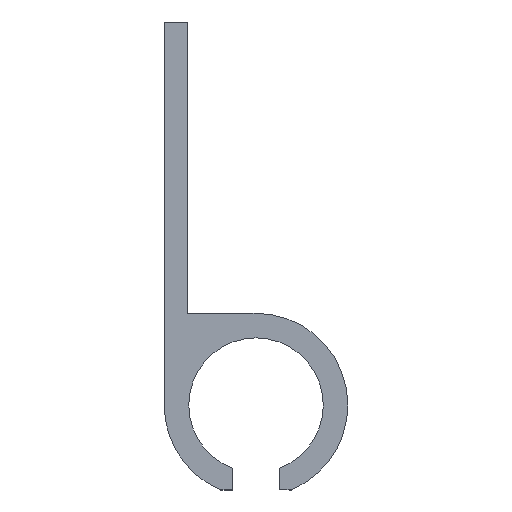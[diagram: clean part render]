
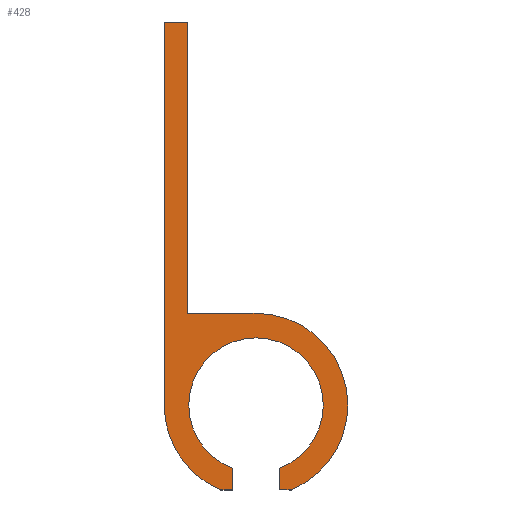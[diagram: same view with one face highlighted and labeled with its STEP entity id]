
A CAD part, top view. The second image highlights one B-rep face of the part: STEP entity #428.
In plain terms, the highlighted planar face has unit normal (0, 0, 1).
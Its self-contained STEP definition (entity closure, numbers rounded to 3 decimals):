
#148=CARTESIAN_POINT('',(2.,0.0,0.5));
#149=VERTEX_POINT('',#148);
#150=CARTESIAN_POINT('',(2.,-24.9,0.5));
#151=VERTEX_POINT('',#150);
#152=CARTESIAN_POINT('',(2.,0.0,0.5));
#153=DIRECTION('',(0.0,-1.0,0.0));
#154=VECTOR('',#153,24.9);
#155=LINE('',#152,#154);
#156=EDGE_CURVE('',#149,#151,#155,.T.);
#179=CARTESIAN_POINT('',(7.85,-24.9,0.5));
#180=VERTEX_POINT('',#179);
#181=CARTESIAN_POINT('',(2.,-24.9,0.5));
#182=DIRECTION('',(1.0,0.0,0.0));
#183=VECTOR('',#182,5.85);
#184=LINE('',#181,#183);
#185=EDGE_CURVE('',#151,#180,#184,.T.);
#203=CARTESIAN_POINT('',(10.86,-40.,0.5));
#204=VERTEX_POINT('',#203);
#205=CARTESIAN_POINT('',(7.85,-32.75,0.5));
#206=DIRECTION('',(0.0,0.0,-1.0));
#207=DIRECTION('',(-0.383,0.924,0.0));
#208=AXIS2_PLACEMENT_3D('',#205,#206,#207);
#209=CIRCLE('',#208,7.85);
#210=EDGE_CURVE('',#180,#204,#209,.T.);
#228=CARTESIAN_POINT('',(9.85,-40.0,0.5));
#229=VERTEX_POINT('',#228);
#230=CARTESIAN_POINT('',(10.86,-40.,0.5));
#231=DIRECTION('',(-1.0,0.0,0.0));
#232=VECTOR('',#231,1.01);
#233=LINE('',#230,#232);
#234=EDGE_CURVE('',#204,#229,#233,.T.);
#252=CARTESIAN_POINT('',(9.85,-38.141,0.5));
#253=VERTEX_POINT('',#252);
#254=CARTESIAN_POINT('',(9.85,-40.0,0.5));
#255=DIRECTION('',(0.0,1.0,0.0));
#256=VECTOR('',#255,1.859);
#257=LINE('',#254,#256);
#258=EDGE_CURVE('',#229,#253,#257,.T.);
#276=CARTESIAN_POINT('',(5.85,-38.141,0.5));
#277=VERTEX_POINT('',#276);
#278=CARTESIAN_POINT('',(7.85,-32.75,0.5));
#279=DIRECTION('',(0.0,0.0,1.));
#280=DIRECTION('',(0.348,-0.938,0.0));
#281=AXIS2_PLACEMENT_3D('',#278,#279,#280);
#282=CIRCLE('',#281,5.75);
#283=EDGE_CURVE('',#253,#277,#282,.T.);
#301=CARTESIAN_POINT('',(5.85,-40.,0.5));
#302=VERTEX_POINT('',#301);
#303=CARTESIAN_POINT('',(5.85,-38.141,0.5));
#304=DIRECTION('',(0.0,-1.0,0.0));
#305=VECTOR('',#304,1.859);
#306=LINE('',#303,#305);
#307=EDGE_CURVE('',#277,#302,#306,.T.);
#325=CARTESIAN_POINT('',(4.84,-40.,0.5));
#326=VERTEX_POINT('',#325);
#327=CARTESIAN_POINT('',(5.85,-40.,0.5));
#328=DIRECTION('',(-1.0,0.0,0.0));
#329=VECTOR('',#328,1.01);
#330=LINE('',#327,#329);
#331=EDGE_CURVE('',#302,#326,#330,.T.);
#349=CARTESIAN_POINT('',(0.0,-32.75,0.5));
#350=VERTEX_POINT('',#349);
#351=CARTESIAN_POINT('',(7.85,-32.75,0.5));
#352=DIRECTION('',(0.0,0.0,-1.0));
#353=DIRECTION('',(1.0,0.0,0.0));
#354=AXIS2_PLACEMENT_3D('',#351,#352,#353);
#355=CIRCLE('',#354,7.85);
#356=EDGE_CURVE('',#326,#350,#355,.T.);
#374=CARTESIAN_POINT('',(0.0,0.0,0.5));
#375=VERTEX_POINT('',#374);
#376=CARTESIAN_POINT('',(0.0,-32.75,0.5));
#377=DIRECTION('',(0.0,1.0,0.0));
#378=VECTOR('',#377,32.75);
#379=LINE('',#376,#378);
#380=EDGE_CURVE('',#350,#375,#379,.T.);
#398=CARTESIAN_POINT('',(0.0,0.0,0.5));
#399=DIRECTION('',(1.0,0.0,0.0));
#400=VECTOR('',#399,2.);
#401=LINE('',#398,#400);
#402=EDGE_CURVE('',#375,#149,#401,.T.);
#410=CARTESIAN_POINT('',(5.018,-24.516,0.5));
#411=DIRECTION('',(0.0,0.0,1.0));
#412=DIRECTION('',(1.0,0.0,0.0));
#413=AXIS2_PLACEMENT_3D('',#410,#411,#412);
#414=PLANE('',#413);
#415=ORIENTED_EDGE('',*,*,#156,.F.);
#416=ORIENTED_EDGE('',*,*,#402,.F.);
#417=ORIENTED_EDGE('',*,*,#380,.F.);
#418=ORIENTED_EDGE('',*,*,#356,.F.);
#419=ORIENTED_EDGE('',*,*,#331,.F.);
#420=ORIENTED_EDGE('',*,*,#307,.F.);
#421=ORIENTED_EDGE('',*,*,#283,.F.);
#422=ORIENTED_EDGE('',*,*,#258,.F.);
#423=ORIENTED_EDGE('',*,*,#234,.F.);
#424=ORIENTED_EDGE('',*,*,#210,.F.);
#425=ORIENTED_EDGE('',*,*,#185,.F.);
#426=EDGE_LOOP('',(#415,#416,#417,#418,#419,#420,#421,#422,#423,#424,#425));
#427=FACE_OUTER_BOUND('',#426,.T.);
#428=ADVANCED_FACE('',(#427),#414,.T.);
